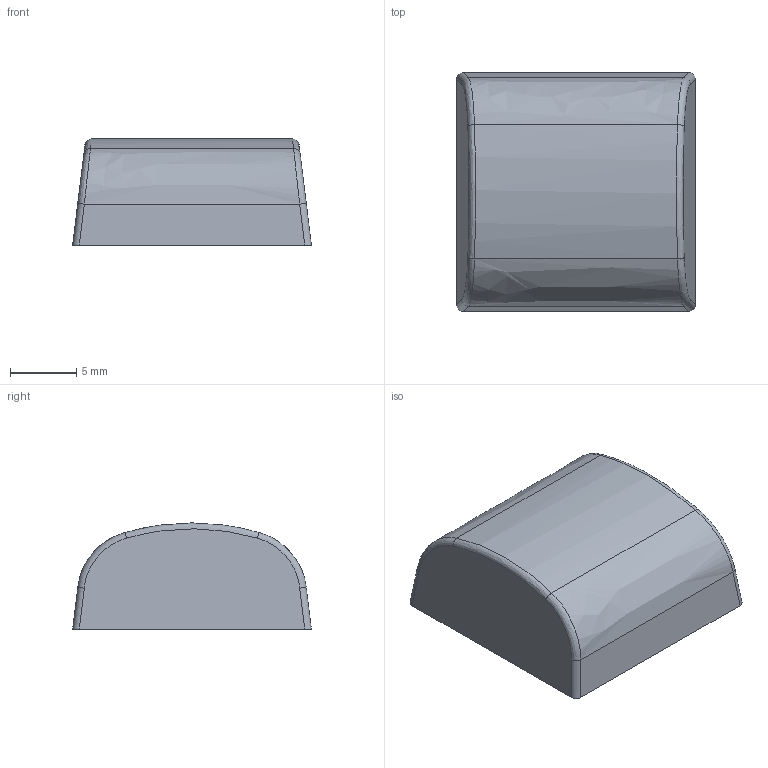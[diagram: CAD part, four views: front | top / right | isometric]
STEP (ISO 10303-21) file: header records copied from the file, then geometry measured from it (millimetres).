
FILE_DESCRIPTION(/* description */ (''),/* implementation_level */ '2;1');
FILE_NAME(/* name */ '1U v3.step',/* time_stamp */ '2022-05-16T00:42:07+02:00',/* author */ (''),/* organization */ (''),/* preprocessor_version */ 'ST-DEVELOPER v18.1',/* originating_system */ 'Autodesk Translation Framework v10.14.0.1471',/* authorisation */ '');
FILE_SCHEMA (('AUTOMOTIVE_DESIGN { 1 0 10303 214 3 1 1 }'));
Length unit declared in the file: millimetre
Products named in the file (1): 1U
Bounding box: 18 x 18 x 8 mm (x, y, z)
Volume: 1110.4 mm3; surface area: 1402.4 mm2
Topology: 1 solids, 1 shells, 79 faces, 200 edges, 128 vertices
Faces by surface type: plane 38, cylinder 21, bspline 20
Entity records: 3413 total; most frequent: CARTESIAN_POINT 1558, ORIENTED_EDGE 400, DIRECTION 336, EDGE_CURVE 200, VERTEX_POINT 128, LINE 120, VECTOR 120, AXIS2_PLACEMENT_3D 108
